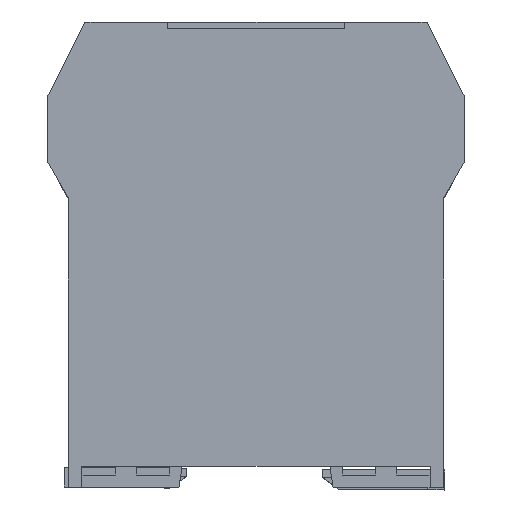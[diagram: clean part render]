
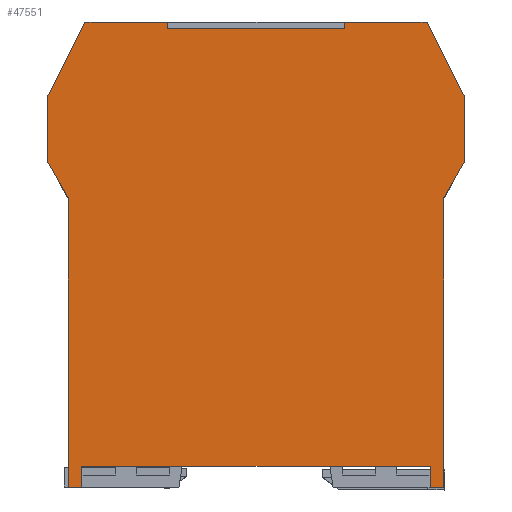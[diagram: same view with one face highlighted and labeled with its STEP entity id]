
A CAD part, top view. The second image highlights one B-rep face of the part: STEP entity #47551.
In plain terms, the highlighted face is planar.
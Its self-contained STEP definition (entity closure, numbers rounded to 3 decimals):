
#2759=FACE_OUTER_BOUND('',#5373,.T.);
#5373=EDGE_LOOP('',(#34292,#34293,#34294,#34295,#34296,#34297,#34298,#34299,
#34300,#34301,#34302,#34303,#34304,#34305,#34306,#34307,#34308,#34309));
#9054=LINE('',#69545,#14692);
#9574=LINE('',#70612,#15212);
#9622=LINE('',#70708,#15260);
#9625=LINE('',#70714,#15263);
#9685=LINE('',#70874,#15323);
#9686=LINE('',#70875,#15324);
#9687=LINE('',#70877,#15325);
#9688=LINE('',#70879,#15326);
#9689=LINE('',#70881,#15327);
#9690=LINE('',#70883,#15328);
#9691=LINE('',#70885,#15329);
#9692=LINE('',#70887,#15330);
#9693=LINE('',#70889,#15331);
#9694=LINE('',#70891,#15332);
#9695=LINE('',#70893,#15333);
#9696=LINE('',#70895,#15334);
#9697=LINE('',#70896,#15335);
#9698=LINE('',#70897,#15336);
#14692=VECTOR('',#56308,10.);
#15212=VECTOR('',#57122,10.);
#15260=VECTOR('',#57182,10.);
#15263=VECTOR('',#57187,10.);
#15323=VECTOR('',#57297,10.);
#15324=VECTOR('',#57298,10.);
#15325=VECTOR('',#57299,10.);
#15326=VECTOR('',#57300,10.);
#15327=VECTOR('',#57301,10.);
#15328=VECTOR('',#57302,10.);
#15329=VECTOR('',#57303,10.);
#15330=VECTOR('',#57304,10.);
#15331=VECTOR('',#57305,10.);
#15332=VECTOR('',#57306,10.);
#15333=VECTOR('',#57307,10.);
#15334=VECTOR('',#57308,10.);
#15335=VECTOR('',#57309,10.);
#15336=VECTOR('',#57310,10.);
#19863=VERTEX_POINT('',#69542);
#19864=VERTEX_POINT('',#69544);
#20263=VERTEX_POINT('',#70609);
#20264=VERTEX_POINT('',#70611);
#20306=VERTEX_POINT('',#70707);
#20307=VERTEX_POINT('',#70712);
#20308=VERTEX_POINT('',#70713);
#20383=VERTEX_POINT('',#70873);
#20384=VERTEX_POINT('',#70876);
#20385=VERTEX_POINT('',#70878);
#20386=VERTEX_POINT('',#70880);
#20387=VERTEX_POINT('',#70882);
#20388=VERTEX_POINT('',#70884);
#20389=VERTEX_POINT('',#70886);
#20390=VERTEX_POINT('',#70888);
#20391=VERTEX_POINT('',#70890);
#20392=VERTEX_POINT('',#70892);
#20393=VERTEX_POINT('',#70894);
#24874=EDGE_CURVE('',#19864,#19863,#9054,.T.);
#25410=EDGE_CURVE('',#20263,#20264,#9574,.T.);
#25460=EDGE_CURVE('',#20264,#20306,#9622,.T.);
#25463=EDGE_CURVE('',#20307,#20308,#9625,.T.);
#25544=EDGE_CURVE('',#20383,#20263,#9685,.T.);
#25545=EDGE_CURVE('',#19864,#20383,#9686,.T.);
#25546=EDGE_CURVE('',#19863,#20384,#9687,.T.);
#25547=EDGE_CURVE('',#20384,#20385,#9688,.T.);
#25548=EDGE_CURVE('',#20385,#20386,#9689,.T.);
#25549=EDGE_CURVE('',#20386,#20387,#9690,.T.);
#25550=EDGE_CURVE('',#20387,#20388,#9691,.T.);
#25551=EDGE_CURVE('',#20388,#20389,#9692,.T.);
#25552=EDGE_CURVE('',#20389,#20390,#9693,.T.);
#25553=EDGE_CURVE('',#20390,#20391,#9694,.T.);
#25554=EDGE_CURVE('',#20391,#20392,#9695,.T.);
#25555=EDGE_CURVE('',#20392,#20393,#9696,.T.);
#25556=EDGE_CURVE('',#20393,#20308,#9697,.T.);
#25557=EDGE_CURVE('',#20306,#20307,#9698,.T.);
#34292=ORIENTED_EDGE('',*,*,#25410,.F.);
#34293=ORIENTED_EDGE('',*,*,#25544,.F.);
#34294=ORIENTED_EDGE('',*,*,#25545,.F.);
#34295=ORIENTED_EDGE('',*,*,#24874,.T.);
#34296=ORIENTED_EDGE('',*,*,#25546,.T.);
#34297=ORIENTED_EDGE('',*,*,#25547,.T.);
#34298=ORIENTED_EDGE('',*,*,#25548,.T.);
#34299=ORIENTED_EDGE('',*,*,#25549,.T.);
#34300=ORIENTED_EDGE('',*,*,#25550,.T.);
#34301=ORIENTED_EDGE('',*,*,#25551,.T.);
#34302=ORIENTED_EDGE('',*,*,#25552,.T.);
#34303=ORIENTED_EDGE('',*,*,#25553,.T.);
#34304=ORIENTED_EDGE('',*,*,#25554,.T.);
#34305=ORIENTED_EDGE('',*,*,#25555,.T.);
#34306=ORIENTED_EDGE('',*,*,#25556,.T.);
#34307=ORIENTED_EDGE('',*,*,#25463,.F.);
#34308=ORIENTED_EDGE('',*,*,#25557,.F.);
#34309=ORIENTED_EDGE('',*,*,#25460,.F.);
#43689=PLANE('',#50419);
#47551=ADVANCED_FACE('',(#2759),#43689,.F.);
#50419=AXIS2_PLACEMENT_3D('',#70872,#57295,#57296);
#56308=DIRECTION('',(0.,1.,0.));
#57122=DIRECTION('',(1.,0.,0.));
#57182=DIRECTION('',(0.,-1.,0.));
#57187=DIRECTION('',(0.,1.,0.));
#57295=DIRECTION('center_axis',(0.,0.,1.));
#57296=DIRECTION('ref_axis',(1.,0.,0.));
#57297=DIRECTION('',(0.,1.,0.));
#57298=DIRECTION('',(1.,0.,0.));
#57299=DIRECTION('',(-0.49,0.872,0.));
#57300=DIRECTION('',(0.,1.,0.));
#57301=DIRECTION('',(0.451,0.892,0.));
#57302=DIRECTION('',(1.,0.,0.));
#57303=DIRECTION('',(0.,-1.,0.));
#57304=DIRECTION('',(1.,0.,0.));
#57305=DIRECTION('',(0.,1.,0.));
#57306=DIRECTION('',(1.,0.,0.));
#57307=DIRECTION('',(0.451,-0.892,0.));
#57308=DIRECTION('',(0.,-1.,0.));
#57309=DIRECTION('',(-0.49,-0.872,0.));
#57310=DIRECTION('',(1.,0.,0.));
#69542=CARTESIAN_POINT('',(-4.,-41.65,-26.25));
#69544=CARTESIAN_POINT('',(-4.,-110.15,-26.25));
#69545=CARTESIAN_POINT('',(-4.,-110.15,-26.25));
#70609=CARTESIAN_POINT('',(-0.7,-105.15,-26.25));
#70611=CARTESIAN_POINT('',(81.7,-105.15,-26.25));
#70612=CARTESIAN_POINT('',(62.75,-105.15,-26.25));
#70707=CARTESIAN_POINT('',(81.7,-110.15,-26.25));
#70708=CARTESIAN_POINT('',(81.7,-105.15,-26.25));
#70712=CARTESIAN_POINT('',(85.,-110.15,-26.25));
#70713=CARTESIAN_POINT('',(85.,-41.65,-26.25));
#70714=CARTESIAN_POINT('',(85.,-110.15,-26.25));
#70872=CARTESIAN_POINT('Origin',(40.5,-55.997,-26.25));
#70873=CARTESIAN_POINT('',(-0.7,-110.15,-26.25));
#70874=CARTESIAN_POINT('',(-0.7,-110.15,-26.25));
#70875=CARTESIAN_POINT('',(-4.,-110.15,-26.25));
#70876=CARTESIAN_POINT('',(-8.75,-33.2,-26.25));
#70877=CARTESIAN_POINT('',(-4.,-41.65,-26.25));
#70878=CARTESIAN_POINT('',(-8.75,-17.3,-26.25));
#70879=CARTESIAN_POINT('',(-8.75,-33.2,-26.25));
#70880=CARTESIAN_POINT('',(0.,0.,-26.25));
#70881=CARTESIAN_POINT('',(-8.75,-17.3,-26.25));
#70882=CARTESIAN_POINT('',(19.6,0.,-26.25));
#70883=CARTESIAN_POINT('',(0.,0.,-26.25));
#70884=CARTESIAN_POINT('',(19.6,-1.5,-26.25));
#70885=CARTESIAN_POINT('',(19.6,0.,-26.25));
#70886=CARTESIAN_POINT('',(61.4,-1.5,-26.25));
#70887=CARTESIAN_POINT('',(19.6,-1.5,-26.25));
#70888=CARTESIAN_POINT('',(61.4,0.,-26.25));
#70889=CARTESIAN_POINT('',(61.4,-1.5,-26.25));
#70890=CARTESIAN_POINT('',(81.,0.,-26.25));
#70891=CARTESIAN_POINT('',(61.4,0.,-26.25));
#70892=CARTESIAN_POINT('',(89.75,-17.3,-26.25));
#70893=CARTESIAN_POINT('',(81.,0.,-26.25));
#70894=CARTESIAN_POINT('',(89.75,-33.2,-26.25));
#70895=CARTESIAN_POINT('',(89.75,-17.3,-26.25));
#70896=CARTESIAN_POINT('',(89.75,-33.2,-26.25));
#70897=CARTESIAN_POINT('',(81.7,-110.15,-26.25));
